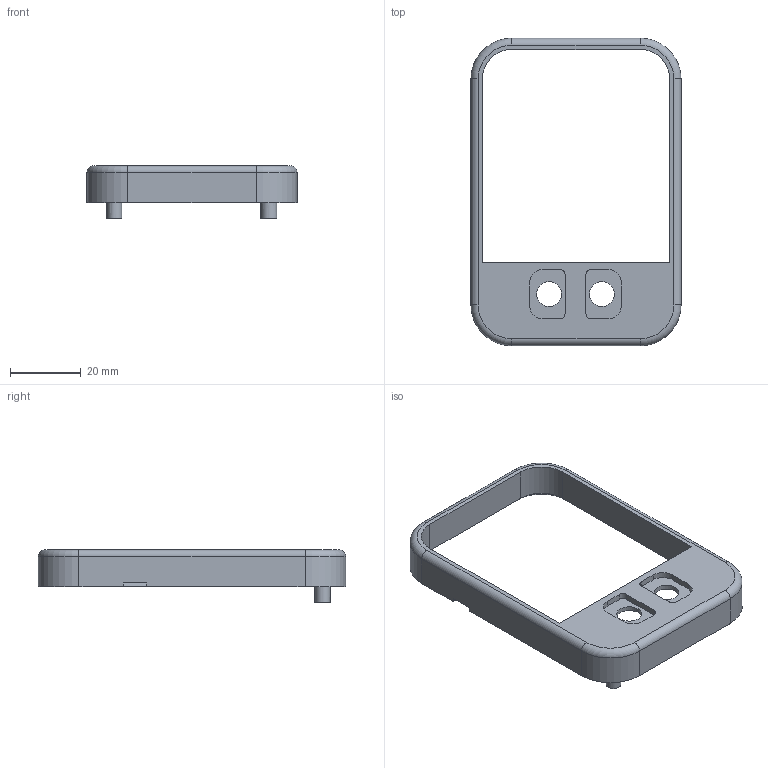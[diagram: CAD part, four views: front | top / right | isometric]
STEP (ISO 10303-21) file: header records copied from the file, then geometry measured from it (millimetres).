
FILE_DESCRIPTION(('FreeCAD Model'),'2;1');
FILE_NAME('Open CASCADE Shape Model','2025-11-12T09:04:25',(''),(''), 'Open CASCADE STEP processor 7.8','FreeCAD','Unknown');
FILE_SCHEMA(('AUTOMOTIVE_DESIGN { 1 0 10303 214 1 1 1 1 }'));
Length unit declared in the file: millimetre
Products named in the file (1): top
Bounding box: 59.2 x 86.7 x 14.88 mm (x, y, z)
Volume: 10843.4 mm3; surface area: 9477 mm2
Topology: 1 solids, 1 shells, 72 faces, 190 edges, 123 vertices
Faces by surface type: plane 34, cylinder 29, torus 4, bspline 3, cone 2
Full cylindrical faces by diameter (mm): 1.8 x2, 4.15 x1, 4.48 x1, 7 x2
Entity records: 2300 total; most frequent: CARTESIAN_POINT 431, DIRECTION 396, ORIENTED_EDGE 380, EDGE_CURVE 190, AXIS2_PLACEMENT_3D 144, VERTEX_POINT 123, LINE 108, VECTOR 108
